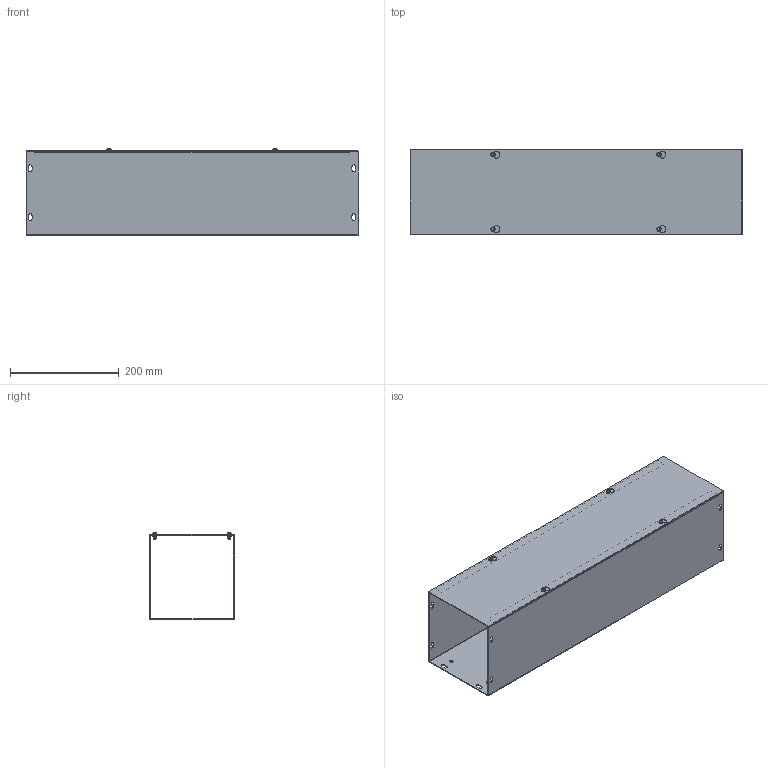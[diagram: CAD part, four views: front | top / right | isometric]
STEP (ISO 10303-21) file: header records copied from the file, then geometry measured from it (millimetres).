
FILE_DESCRIPTION(/* description */ ('WW, S, NK, BLR, GALV, 6X6X24'),/* implementation_level */ '2;1');
FILE_NAME(/* name */ 'S6624GNK.stp',/* time_stamp */ '2017-06-27T12:29:55+06:00',/* author */ ('vdas'),/* organization */ (''),/* preprocessor_version */ 'ST-DEVELOPER v16.1',/* originating_system */ 'Autodesk Inventor 2016',/* authorisation */ '');
FILE_SCHEMA (('AUTOMOTIVE_DESIGN { 1 0 10303 214 3 1 1 }'));
Length unit declared in the file: inch
Products named in the file (4): S6624GNKBLR; S6624GNKLID; 372141; S6624GNK
Assembly tree (6 placements, depth 2):
  S6624GNK
    S6624GNKBLR
    S6624GNKLID
    372141  x4
Bounding box: 609.6 x 155.57 x 160.59 mm (x, y, z)
Volume: 623992.6 mm3; surface area: 793543.4 mm2
Topology: 6 solids, 6 shells, 452 faces, 1100 edges, 664 vertices
Faces by surface type: plane 184, cone 108, cylinder 96, torus 56, bspline 8
Full cylindrical faces by diameter (mm): 4.089 x4, 4.595 x32, 6.35 x4, 7.938 x4
Entity records: 7010 total; most frequent: CARTESIAN_POINT 1459, DIRECTION 1114, ORIENTED_EDGE 1032, EDGE_CURVE 516, AXIS2_PLACEMENT_3D 409, VERTEX_POINT 350, EDGE_LOOP 322, LINE 296
